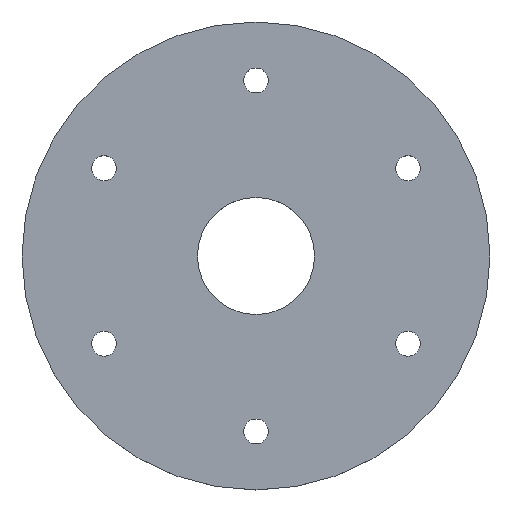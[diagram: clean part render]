
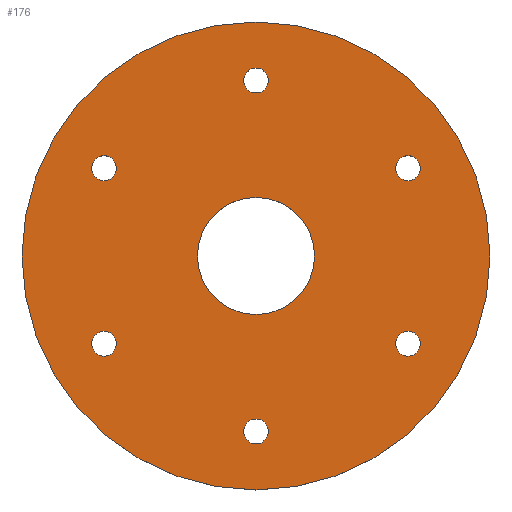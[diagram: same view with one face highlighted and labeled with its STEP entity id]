
A CAD part, top view. The second image highlights one B-rep face of the part: STEP entity #176.
In plain terms, the highlighted planar face has unit normal (0, 0, 1).
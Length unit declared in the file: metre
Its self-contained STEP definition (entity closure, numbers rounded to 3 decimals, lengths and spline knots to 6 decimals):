
#20=PLANE('',#203);
#26=ORIENTED_EDGE('',*,*,#58,.T.);
#27=ORIENTED_EDGE('',*,*,#59,.T.);
#28=ORIENTED_EDGE('',*,*,#60,.T.);
#29=ORIENTED_EDGE('',*,*,#61,.T.);
#30=ORIENTED_EDGE('',*,*,#62,.T.);
#31=ORIENTED_EDGE('',*,*,#63,.T.);
#32=ORIENTED_EDGE('',*,*,#54,.F.);
#33=ORIENTED_EDGE('',*,*,#56,.T.);
#54=EDGE_CURVE('',#70,#70,#86,.T.);
#56=EDGE_CURVE('',#72,#72,#88,.T.);
#58=EDGE_CURVE('',#74,#74,#90,.T.);
#59=EDGE_CURVE('',#75,#75,#91,.T.);
#60=EDGE_CURVE('',#76,#76,#92,.T.);
#61=EDGE_CURVE('',#77,#77,#93,.T.);
#62=EDGE_CURVE('',#78,#78,#94,.T.);
#63=EDGE_CURVE('',#79,#79,#95,.T.);
#70=VERTEX_POINT('',#280);
#72=VERTEX_POINT('',#285);
#74=VERTEX_POINT('',#290);
#75=VERTEX_POINT('',#292);
#76=VERTEX_POINT('',#294);
#77=VERTEX_POINT('',#296);
#78=VERTEX_POINT('',#298);
#79=VERTEX_POINT('',#300);
#86=CIRCLE('',#198,0.02);
#88=CIRCLE('',#201,0.08);
#90=CIRCLE('',#204,0.00425);
#91=CIRCLE('',#205,0.00425);
#92=CIRCLE('',#206,0.00425);
#93=CIRCLE('',#207,0.00425);
#94=CIRCLE('',#208,0.00425);
#95=CIRCLE('',#209,0.00425);
#106=EDGE_LOOP('',(#26));
#107=EDGE_LOOP('',(#27));
#108=EDGE_LOOP('',(#28));
#109=EDGE_LOOP('',(#29));
#110=EDGE_LOOP('',(#30));
#111=EDGE_LOOP('',(#31));
#112=EDGE_LOOP('',(#32));
#113=EDGE_LOOP('',(#33));
#138=FACE_BOUND('',#106,.T.);
#139=FACE_BOUND('',#107,.T.);
#140=FACE_BOUND('',#108,.T.);
#141=FACE_BOUND('',#109,.T.);
#142=FACE_BOUND('',#110,.T.);
#143=FACE_BOUND('',#111,.T.);
#144=FACE_BOUND('',#112,.T.);
#145=FACE_BOUND('',#113,.T.);
#176=ADVANCED_FACE('',(#138,#139,#140,#141,#142,#143,#144,#145),#20,.T.);
#198=AXIS2_PLACEMENT_3D('',#279,#227,#228);
#201=AXIS2_PLACEMENT_3D('',#284,#233,#234);
#203=AXIS2_PLACEMENT_3D('',#288,#237,#238);
#204=AXIS2_PLACEMENT_3D('',#289,#239,#240);
#205=AXIS2_PLACEMENT_3D('',#291,#241,#242);
#206=AXIS2_PLACEMENT_3D('',#293,#243,#244);
#207=AXIS2_PLACEMENT_3D('',#295,#245,#246);
#208=AXIS2_PLACEMENT_3D('',#297,#247,#248);
#209=AXIS2_PLACEMENT_3D('',#299,#249,#250);
#227=DIRECTION('',(0.,0.,1.));
#228=DIRECTION('',(1.,0.,0.));
#233=DIRECTION('',(0.,0.,1.));
#234=DIRECTION('',(1.,0.,0.));
#237=DIRECTION('',(0.,0.,1.));
#238=DIRECTION('',(1.,0.,0.));
#239=DIRECTION('',(0.,0.,-1.));
#240=DIRECTION('',(-1.,0.,0.));
#241=DIRECTION('',(0.,0.,-1.));
#242=DIRECTION('',(-1.,0.,0.));
#243=DIRECTION('',(0.,0.,-1.));
#244=DIRECTION('',(-1.,0.,0.));
#245=DIRECTION('',(0.,0.,-1.));
#246=DIRECTION('',(-1.,0.,0.));
#247=DIRECTION('',(0.,0.,-1.));
#248=DIRECTION('',(-1.,0.,0.));
#249=DIRECTION('',(0.,0.,-1.));
#250=DIRECTION('',(-1.,0.,0.));
#279=CARTESIAN_POINT('',(0.,0.,0.006));
#280=CARTESIAN_POINT('',(0.02,0.,0.006));
#284=CARTESIAN_POINT('',(0.,0.,0.006));
#285=CARTESIAN_POINT('',(0.08,0.,0.006));
#288=CARTESIAN_POINT('',(0.,0.,0.006));
#289=CARTESIAN_POINT('',(0.,0.06,0.006));
#290=CARTESIAN_POINT('',(-0.00425,0.06,0.006));
#291=CARTESIAN_POINT('',(0.051962,0.03,0.006));
#292=CARTESIAN_POINT('',(0.047712,0.03,0.006));
#293=CARTESIAN_POINT('',(0.051962,-0.03,0.006));
#294=CARTESIAN_POINT('',(0.047712,-0.03,0.006));
#295=CARTESIAN_POINT('',(0.,-0.06,0.006));
#296=CARTESIAN_POINT('',(-0.00425,-0.06,0.006));
#297=CARTESIAN_POINT('',(-0.051962,-0.03,0.006));
#298=CARTESIAN_POINT('',(-0.056212,-0.03,0.006));
#299=CARTESIAN_POINT('',(-0.051962,0.03,0.006));
#300=CARTESIAN_POINT('',(-0.056212,0.03,0.006));
